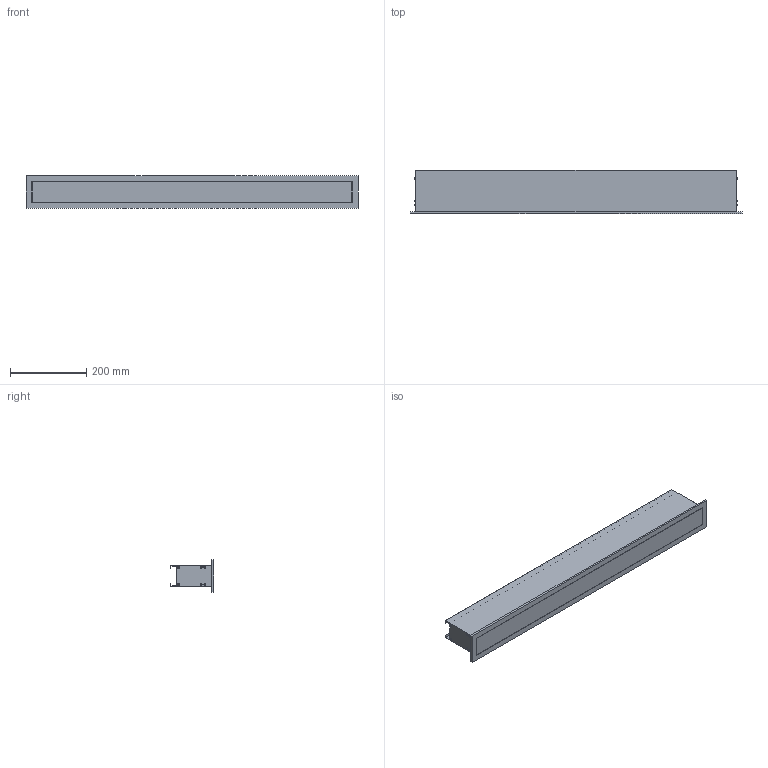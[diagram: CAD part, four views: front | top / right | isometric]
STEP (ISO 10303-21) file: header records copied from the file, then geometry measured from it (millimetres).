
FILE_DESCRIPTION (( 'STEP AP214' ), '1' );
FILE_NAME ('LINER R LED 900 TH S 3000K.STEP', '2018-07-20T08:07:29', ( '' ), ( '' ), 'SwSTEP 2.0', 'SolidWorks 2013', '' );
FILE_SCHEMA (( 'AUTOMOTIVE_DESIGN' ));
Length unit declared in the file: millimetre
Products named in the file (1): LINER R LED 900 TH S 3000K
Bounding box: 873 x 115 x 85 mm (x, y, z)
Volume: 4740625.1 mm3; surface area: 408998.5 mm2
Topology: 1 solids, 1 shells, 65 faces, 144 edges, 96 vertices
Faces by surface type: plane 41, torus 24
Entity records: 1864 total; most frequent: DIRECTION 348, CARTESIAN_POINT 306, ORIENTED_EDGE 288, EDGE_CURVE 144, AXIS2_PLACEMENT_3D 138, VERTEX_POINT 96, EDGE_LOOP 80, LINE 72
